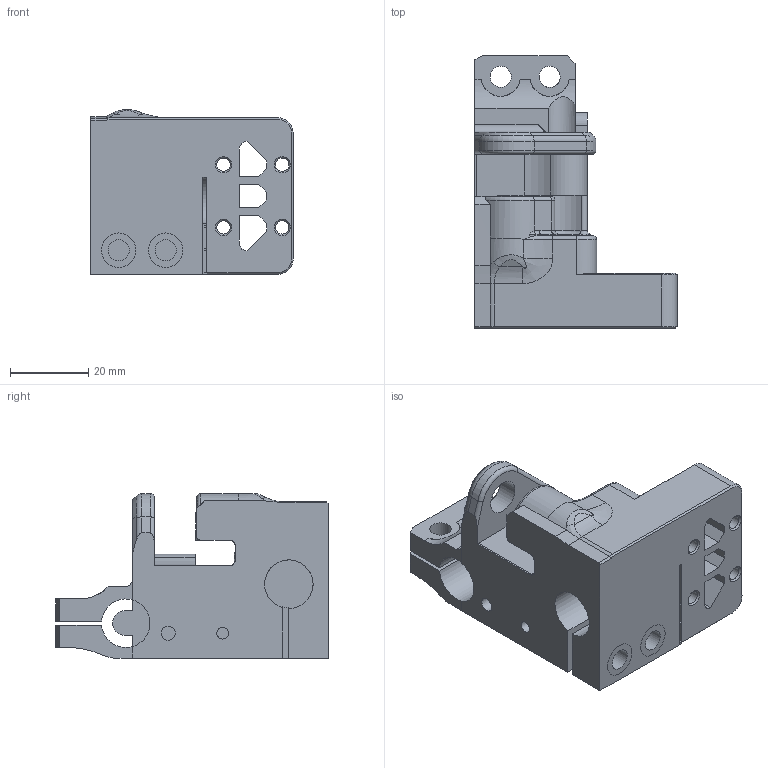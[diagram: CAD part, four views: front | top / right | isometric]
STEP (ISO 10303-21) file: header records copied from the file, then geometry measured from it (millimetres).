
FILE_DESCRIPTION(/* description */ (''),/* implementation_level */ '2;1');
FILE_NAME(/* name */ 'joint_right.step',/* time_stamp */ '2023-03-16T18:13:39+01:00',/* author */ (''),/* organization */ (''),/* preprocessor_version */ 'ST-DEVELOPER v19.2',/* originating_system */ 'Autodesk Translation Framework v11.17.0.187',/* authorisation */ '');
FILE_SCHEMA (('AUTOMOTIVE_DESIGN { 1 0 10303 214 3 1 1 }'));
Length unit declared in the file: millimetre
Products named in the file (1): CF_mod_v3
Bounding box: 51.7 x 69.62 x 42.07 mm (x, y, z)
Volume: 54340.8 mm3; surface area: 21094.7 mm2
Topology: 1 solids, 1 shells, 284 faces, 782 edges, 507 vertices
Faces by surface type: plane 136, cylinder 95, torus 19, bspline 17, cone 17
Full cylindrical faces by diameter (mm): 3 x1, 3.4 x4, 3.6 x1, 4.634 x5, 5.12 x8, 5.4 x15, 7 x1, 8.8 x2
Entity records: 15863 total; most frequent: CARTESIAN_POINT 8548, ORIENTED_EDGE 1562, DIRECTION 1412, EDGE_CURVE 781, VERTEX_POINT 507, AXIS2_PLACEMENT_3D 487, LINE 438, VECTOR 438
